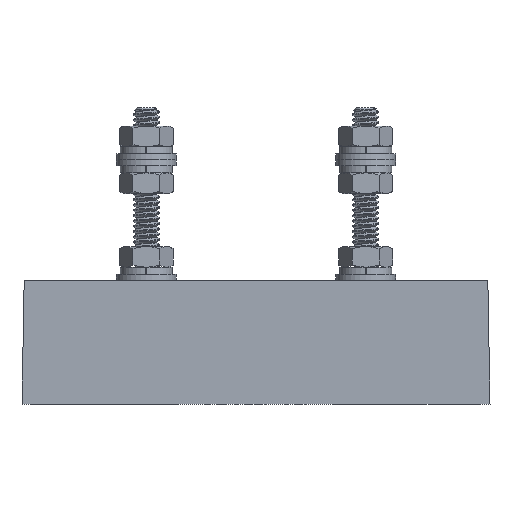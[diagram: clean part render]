
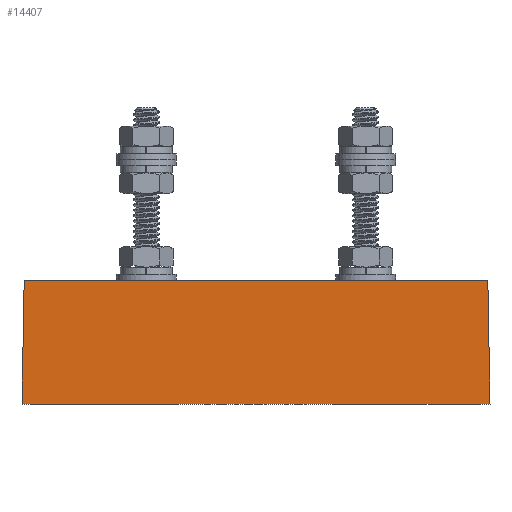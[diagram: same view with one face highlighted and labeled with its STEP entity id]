
A CAD part, top view. The second image highlights one B-rep face of the part: STEP entity #14407.
In plain terms, the highlighted planar face has unit normal (0, 0, 1).
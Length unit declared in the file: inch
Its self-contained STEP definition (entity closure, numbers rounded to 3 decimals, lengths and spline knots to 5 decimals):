
#1172 = EDGE_CURVE ( 'NONE', #21161, #19725, #8638, .T. ) ;
#1339 = VERTEX_POINT ( 'NONE', #7215 ) ;
#2915 = AXIS2_PLACEMENT_3D ( 'NONE', #6681, #20619, #8730 ) ;
#3457 = CARTESIAN_POINT ( 'NONE',  ( -2.2, 0., 0.75 ) ) ;
#3773 = VECTOR ( 'NONE', #12248, 39.37008 ) ;
#5347 = EDGE_LOOP ( 'NONE', ( #24502, #10305, #14955, #9427 ) ) ;
#6681 = CARTESIAN_POINT ( 'NONE',  ( 0., 0., 0.75 ) ) ;
#7215 = CARTESIAN_POINT ( 'NONE',  ( 2.2, 0., 0.75 ) ) ;
#7220 = CARTESIAN_POINT ( 'NONE',  ( 2.17966, 1.165, 0.75 ) ) ;
#8598 = CARTESIAN_POINT ( 'NONE',  ( 2.2, 0., 0.75 ) ) ;
#8610 = VERTEX_POINT ( 'NONE', #7220 ) ;
#8638 = LINE ( 'NONE', #9911, #19957 ) ;
#8730 = DIRECTION ( 'NONE',  ( -1., 0., 0. ) ) ;
#9417 = LINE ( 'NONE', #8598, #12523 ) ;
#9427 = ORIENTED_EDGE ( 'NONE', *, *, #23861, .T. ) ;
#9862 = DIRECTION ( 'NONE',  ( -0.017, -1., 0. ) ) ;
#9911 = CARTESIAN_POINT ( 'NONE',  ( -2.2, 0., 0.75 ) ) ;
#10305 = ORIENTED_EDGE ( 'NONE', *, *, #16614, .T. ) ;
#12248 = DIRECTION ( 'NONE',  ( -1., 0., 0. ) ) ;
#12523 = VECTOR ( 'NONE', #22493, 39.37008 ) ;
#14168 = LINE ( 'NONE', #18299, #3773 ) ;
#14407 = ADVANCED_FACE ( 'NONE', ( #18039 ), #20526, .F. ) ;
#14955 = ORIENTED_EDGE ( 'NONE', *, *, #18303, .T. ) ;
#14980 = LINE ( 'NONE', #3457, #15168 ) ;
#15168 = VECTOR ( 'NONE', #19332, 39.37008 ) ;
#16612 = CARTESIAN_POINT ( 'NONE',  ( -2.2, 0., 0.75 ) ) ;
#16614 = EDGE_CURVE ( 'NONE', #19725, #1339, #14980, .T. ) ;
#18039 = FACE_OUTER_BOUND ( 'NONE', #5347, .T. ) ;
#18299 = CARTESIAN_POINT ( 'NONE',  ( -2.17966, 1.165, 0.75 ) ) ;
#18303 = EDGE_CURVE ( 'NONE', #1339, #8610, #9417, .T. ) ;
#19332 = DIRECTION ( 'NONE',  ( 1., 0., 0. ) ) ;
#19725 = VERTEX_POINT ( 'NONE', #16612 ) ;
#19957 = VECTOR ( 'NONE', #9862, 39.37008 ) ;
#20526 = PLANE ( 'NONE',  #2915 ) ;
#20619 = DIRECTION ( 'NONE',  ( 0., 0., -1. ) ) ;
#21161 = VERTEX_POINT ( 'NONE', #23053 ) ;
#22493 = DIRECTION ( 'NONE',  ( -0.017, 1., 0. ) ) ;
#23053 = CARTESIAN_POINT ( 'NONE',  ( -2.17966, 1.165, 0.75 ) ) ;
#23861 = EDGE_CURVE ( 'NONE', #8610, #21161, #14168, .T. ) ;
#24502 = ORIENTED_EDGE ( 'NONE', *, *, #1172, .T. ) ;
